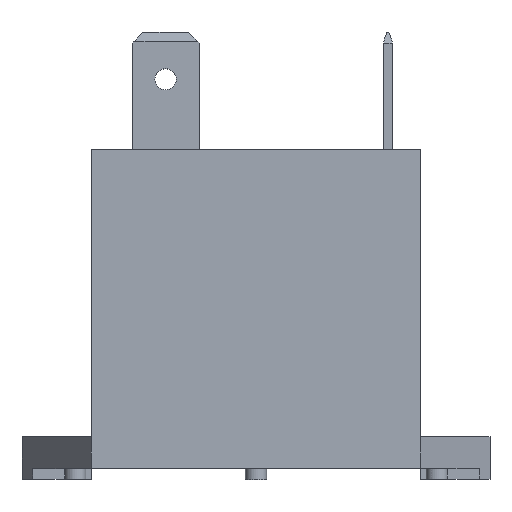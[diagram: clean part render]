
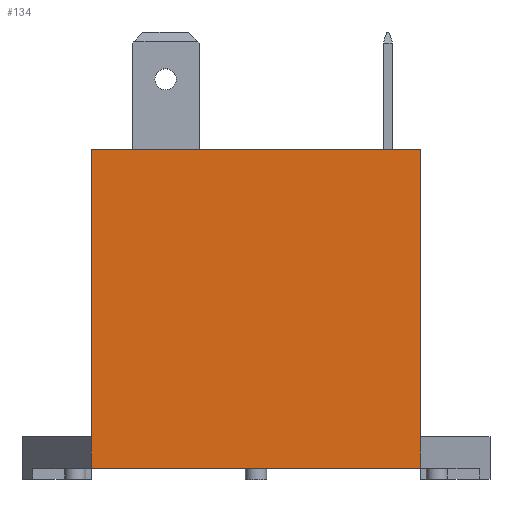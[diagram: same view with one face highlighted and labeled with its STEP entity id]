
A CAD part, top view. The second image highlights one B-rep face of the part: STEP entity #134.
In plain terms, the highlighted planar face has unit normal (0, 0, 1).
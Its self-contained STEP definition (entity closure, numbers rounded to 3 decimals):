
#134=ADVANCED_FACE('',(#335),#336,.T.);
#335=FACE_OUTER_BOUND('',#541,.T.);
#336=PLANE('',#542);
#541=EDGE_LOOP('',(#1273,#1274,#1275,#1276,#1277,#1278));
#542=AXIS2_PLACEMENT_3D('',#1279,#1280,#1281);
#1273=ORIENTED_EDGE('',*,*,#1503,.T.);
#1274=ORIENTED_EDGE('',*,*,#1541,.T.);
#1275=ORIENTED_EDGE('',*,*,#1537,.T.);
#1276=ORIENTED_EDGE('',*,*,#1554,.T.);
#1277=ORIENTED_EDGE('',*,*,#1543,.F.);
#1278=ORIENTED_EDGE('',*,*,#1557,.F.);
#1279=CARTESIAN_POINT('',(0.0,0.,13.5));
#1280=DIRECTION('',(0.0,0.,1.0));
#1281=DIRECTION('',(1.0,0.0,0.0));
#1503=EDGE_CURVE('',#1874,#1872,#1875,.T.);
#1537=EDGE_CURVE('',#1918,#1930,#1932,.T.);
#1541=EDGE_CURVE('',#1872,#1918,#1936,.T.);
#1543=EDGE_CURVE('',#1937,#1939,#1940,.T.);
#1554=EDGE_CURVE('',#1930,#1939,#1956,.T.);
#1557=EDGE_CURVE('',#1874,#1937,#1959,.T.);
#1872=VERTEX_POINT('',#2412);
#1874=VERTEX_POINT('',#2415);
#1875=LINE('',#2416,#2417);
#1918=VERTEX_POINT('',#2484);
#1930=VERTEX_POINT('',#2502);
#1932=LINE('',#2505,#2506);
#1936=LINE('',#2513,#2514);
#1937=VERTEX_POINT('',#2515);
#1939=VERTEX_POINT('',#2518);
#1940=LINE('',#2519,#2520);
#1956=LINE('',#2545,#2546);
#1959=LINE('',#2551,#2552);
#2412=CARTESIAN_POINT('',(15.5,1.0,13.5));
#2415=CARTESIAN_POINT('',(-15.5,1.0,13.5));
#2416=CARTESIAN_POINT('',(0.0,1.0,13.5));
#2417=VECTOR('',#2833,1.0);
#2484=CARTESIAN_POINT('',(15.5,4.0,13.5));
#2502=CARTESIAN_POINT('',(15.5,31.0,13.5));
#2505=CARTESIAN_POINT('',(15.5,0.,13.5));
#2506=VECTOR('',#2871,1.0);
#2513=CARTESIAN_POINT('',(15.5,0.,13.5));
#2514=VECTOR('',#2875,1.0);
#2515=CARTESIAN_POINT('',(-15.5,4.0,13.5));
#2518=CARTESIAN_POINT('',(-15.5,31.0,13.5));
#2519=CARTESIAN_POINT('',(-15.5,0.,13.5));
#2520=VECTOR('',#2877,1.0);
#2545=CARTESIAN_POINT('',(-15.5,31.0,13.5));
#2546=VECTOR('',#2890,1.0);
#2551=CARTESIAN_POINT('',(-15.5,0.,13.5));
#2552=VECTOR('',#2893,1.0);
#2833=DIRECTION('',(1.0,0.0,0.0));
#2871=DIRECTION('',(0.0,1.0,0.));
#2875=DIRECTION('',(0.0,1.0,0.));
#2877=DIRECTION('',(0.0,1.0,0.));
#2890=DIRECTION('',(-1.0,-0.0,0.0));
#2893=DIRECTION('',(0.0,1.0,0.));
